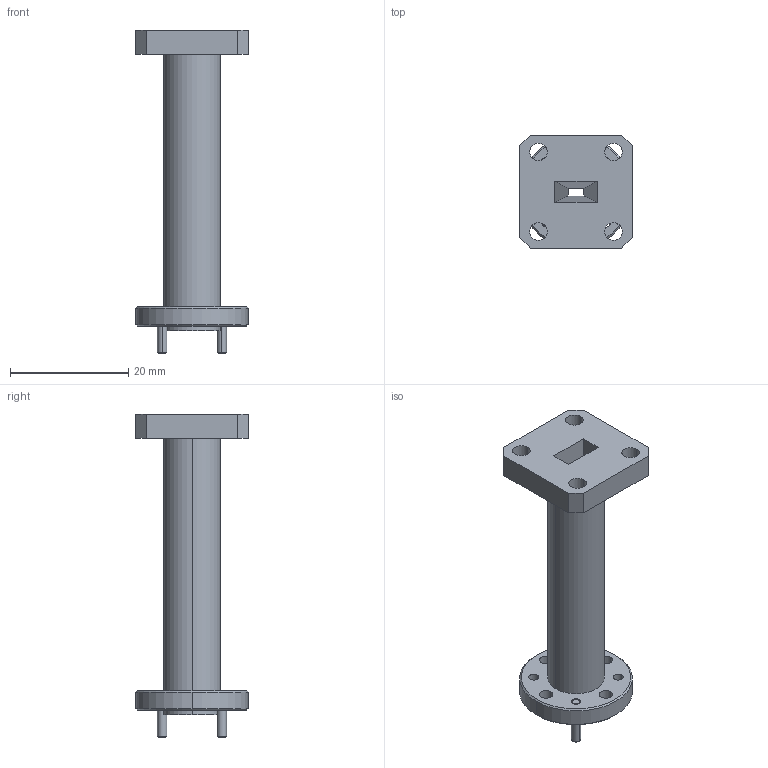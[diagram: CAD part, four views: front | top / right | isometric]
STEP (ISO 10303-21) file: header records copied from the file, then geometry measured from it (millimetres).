
FILE_DESCRIPTION (( 'STEP AP203' ), '1' );
FILE_NAME ('SWT-2810-LB, CTRLD.STEP', '2017-06-22T22:39:55', ( '' ), ( '' ), 'SwSTEP 2.0', 'SolidWorks 2013', '' );
FILE_SCHEMA (( 'CONFIG_CONTROL_DESIGN' ));
Length unit declared in the file: inch
Products named in the file (1): SWT-2810-LB, CTRLD
Bounding box: 19.05 x 19.05 x 54.67 mm (x, y, z)
Volume: 4754.6 mm3; surface area: 3933.7 mm2
Topology: 3 solids, 3 shells, 87 faces, 212 edges, 138 vertices
Faces by surface type: cylinder 42, plane 25, cone 20
Entity records: 2727 total; most frequent: DIRECTION 502, CARTESIAN_POINT 438, ORIENTED_EDGE 424, EDGE_CURVE 212, AXIS2_PLACEMENT_3D 202, VERTEX_POINT 138, EDGE_LOOP 120, CIRCLE 114
